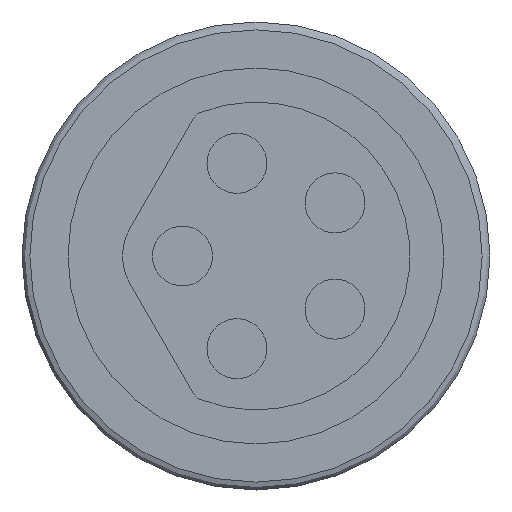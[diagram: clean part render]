
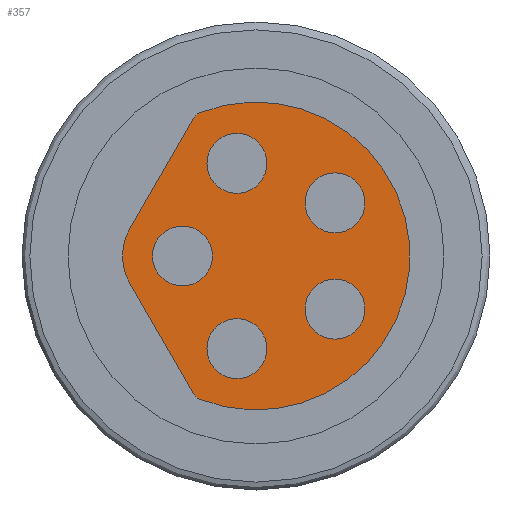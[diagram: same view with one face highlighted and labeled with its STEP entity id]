
A CAD part, front view. The second image highlights one B-rep face of the part: STEP entity #357.
In plain terms, the highlighted planar face has unit normal (0, -1, 0).
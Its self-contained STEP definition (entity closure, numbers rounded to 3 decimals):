
#357=ADVANCED_FACE('',(#473,#474,#475,#476,#477,#478),#405,.F.);
#405=PLANE('',#2237);
#473=FACE_BOUND('',#611,.T.);
#474=FACE_BOUND('',#612,.T.);
#475=FACE_BOUND('',#613,.T.);
#476=FACE_BOUND('',#614,.T.);
#477=FACE_BOUND('',#615,.T.);
#478=FACE_BOUND('',#616,.T.);
#611=EDGE_LOOP('',(#995));
#612=EDGE_LOOP('',(#996));
#613=EDGE_LOOP('',(#997));
#614=EDGE_LOOP('',(#998));
#615=EDGE_LOOP('',(#999));
#616=EDGE_LOOP('',(#1000,#1001,#1002,#1003,#1004,#1005));
#995=ORIENTED_EDGE('',*,*,#1373,.F.);
#996=ORIENTED_EDGE('',*,*,#1372,.F.);
#997=ORIENTED_EDGE('',*,*,#1371,.F.);
#998=ORIENTED_EDGE('',*,*,#1370,.F.);
#999=ORIENTED_EDGE('',*,*,#1369,.F.);
#1000=ORIENTED_EDGE('',*,*,#1374,.T.);
#1001=ORIENTED_EDGE('',*,*,#1375,.T.);
#1002=ORIENTED_EDGE('',*,*,#1376,.F.);
#1003=ORIENTED_EDGE('',*,*,#1377,.T.);
#1004=ORIENTED_EDGE('',*,*,#1378,.T.);
#1005=ORIENTED_EDGE('',*,*,#1379,.T.);
#1169=VERTEX_POINT('',#4133);
#1170=VERTEX_POINT('',#4136);
#1171=VERTEX_POINT('',#4139);
#1172=VERTEX_POINT('',#4142);
#1173=VERTEX_POINT('',#4145);
#1174=VERTEX_POINT('',#4148);
#1175=VERTEX_POINT('',#4149);
#1176=VERTEX_POINT('',#4151);
#1177=VERTEX_POINT('',#4153);
#1178=VERTEX_POINT('',#4155);
#1179=VERTEX_POINT('',#4157);
#1369=EDGE_CURVE('',#1169,#1169,#1484,.T.);
#1370=EDGE_CURVE('',#1170,#1170,#1485,.T.);
#1371=EDGE_CURVE('',#1171,#1171,#1486,.T.);
#1372=EDGE_CURVE('',#1172,#1172,#1487,.T.);
#1373=EDGE_CURVE('',#1173,#1173,#1488,.T.);
#1374=EDGE_CURVE('',#1174,#1175,#1772,.T.);
#1375=EDGE_CURVE('',#1175,#1176,#1489,.T.);
#1376=EDGE_CURVE('',#1177,#1176,#1490,.T.);
#1377=EDGE_CURVE('',#1177,#1178,#1491,.T.);
#1378=EDGE_CURVE('',#1178,#1179,#1773,.T.);
#1379=EDGE_CURVE('',#1179,#1174,#1492,.T.);
#1484=CIRCLE('',#2223,0.55);
#1485=CIRCLE('',#2225,0.55);
#1486=CIRCLE('',#2227,0.55);
#1487=CIRCLE('',#2229,0.55);
#1488=CIRCLE('',#2231,0.55);
#1489=CIRCLE('',#2233,0.2);
#1490=CIRCLE('',#2234,2.825);
#1491=CIRCLE('',#2235,0.2);
#1492=CIRCLE('',#2236,1.);
#1772=LINE('',#4147,#1894);
#1773=LINE('',#4156,#1895);
#1894=VECTOR('',#2737,1.);
#1895=VECTOR('',#2744,1.);
#2223=AXIS2_PLACEMENT_3D('',#4132,#2717,#2718);
#2225=AXIS2_PLACEMENT_3D('',#4135,#2721,#2722);
#2227=AXIS2_PLACEMENT_3D('',#4138,#2725,#2726);
#2229=AXIS2_PLACEMENT_3D('',#4141,#2729,#2730);
#2231=AXIS2_PLACEMENT_3D('',#4144,#2733,#2734);
#2233=AXIS2_PLACEMENT_3D('',#4150,#2738,#2739);
#2234=AXIS2_PLACEMENT_3D('',#4152,#2740,#2741);
#2235=AXIS2_PLACEMENT_3D('',#4154,#2742,#2743);
#2236=AXIS2_PLACEMENT_3D('',#4158,#2745,#2746);
#2237=AXIS2_PLACEMENT_3D('',#4159,#2747,#2748);
#2717=DIRECTION('',(0.,-1.,0.));
#2718=DIRECTION('',(0.,0.,-1.));
#2721=DIRECTION('',(0.,-1.,0.));
#2722=DIRECTION('',(0.,0.,-1.));
#2725=DIRECTION('',(0.,-1.,0.));
#2726=DIRECTION('',(0.,0.,-1.));
#2729=DIRECTION('',(0.,-1.,0.));
#2730=DIRECTION('',(0.,0.,-1.));
#2733=DIRECTION('',(0.,-1.,0.));
#2734=DIRECTION('',(0.,0.,-1.));
#2737=DIRECTION('',(0.5,0.,-0.866));
#2738=DIRECTION('',(0.,-1.,0.));
#2739=DIRECTION('',(1.,0.,0.));
#2740=DIRECTION('',(0.,1.,0.));
#2741=DIRECTION('',(1.,0.,0.));
#2742=DIRECTION('',(0.,-1.,0.));
#2743=DIRECTION('',(1.,0.,0.));
#2744=DIRECTION('',(-0.5,0.,-0.866));
#2745=DIRECTION('',(0.,-1.,0.));
#2746=DIRECTION('',(0.,0.,-1.));
#2747=DIRECTION('',(0.,1.,0.));
#2748=DIRECTION('',(-1.,0.,0.));
#4132=CARTESIAN_POINT('',(83.,14.05,0.));
#4133=CARTESIAN_POINT('',(83.,14.05,-0.55));
#4135=CARTESIAN_POINT('',(85.8,14.05,-0.975));
#4136=CARTESIAN_POINT('',(85.8,14.05,-1.525));
#4138=CARTESIAN_POINT('',(85.8,14.05,0.975));
#4139=CARTESIAN_POINT('',(85.8,14.05,0.425));
#4141=CARTESIAN_POINT('',(84.,14.05,1.7));
#4142=CARTESIAN_POINT('',(84.,14.05,1.15));
#4144=CARTESIAN_POINT('',(84.,14.05,-1.7));
#4145=CARTESIAN_POINT('',(84.,14.05,-2.25));
#4147=CARTESIAN_POINT('',(82.034,14.05,-0.5));
#4148=CARTESIAN_POINT('',(82.034,14.05,-0.5));
#4149=CARTESIAN_POINT('',(83.213,14.05,-2.542));
#4150=CARTESIAN_POINT('',(83.386,14.05,-2.442));
#4151=CARTESIAN_POINT('',(83.312,14.05,-2.628));
#4152=CARTESIAN_POINT('',(84.35,14.05,0.));
#4153=CARTESIAN_POINT('',(83.312,14.05,2.628));
#4154=CARTESIAN_POINT('',(83.386,14.05,2.442));
#4155=CARTESIAN_POINT('',(83.213,14.05,2.542));
#4156=CARTESIAN_POINT('',(83.247,14.05,2.601));
#4157=CARTESIAN_POINT('',(82.034,14.05,0.5));
#4158=CARTESIAN_POINT('',(82.9,14.05,0.));
#4159=CARTESIAN_POINT('',(84.35,14.05,0.));
